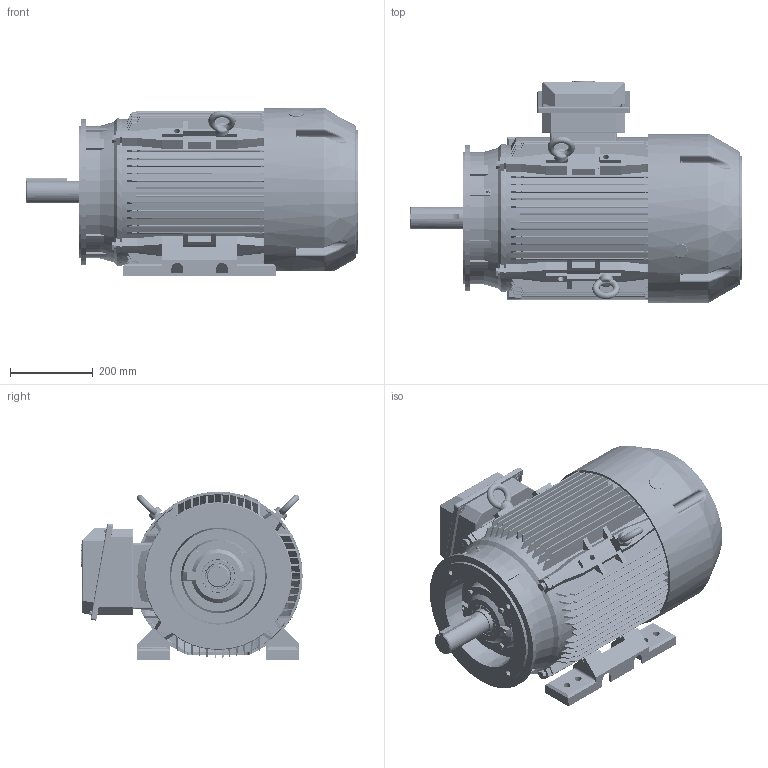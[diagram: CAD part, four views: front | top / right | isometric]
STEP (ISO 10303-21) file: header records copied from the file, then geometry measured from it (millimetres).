
FILE_DESCRIPTION (( 'STEP AP203' ), '1' );
FILE_NAME ('TFCR 326T TCｷｨﾀｼ ﾍ簟ﾎﾍｼF1 CFC.STEP', '2017-03-28T02:26:22', ( 'ﾎ｢ﾈ橆ﾃｻｧ' ), ( 'ﾎ｢ﾈ晥ｫﾋｾ' ), 'SwSTEP 2.0', 'SolidWorks 2008', '' );
FILE_SCHEMA (( 'CONFIG_CONTROL_DESIGN' ));
Products named in the file (30): 装配体_默认; TFC320T-座 _默认; 320T-盖_默认; NEMA 320接线盒座、盖垫_默认; 200后端盖螺栓_默认; hexagon head bolts-full thread gb_GB_FASTENER_BOLT_STBAB A M8X20-N; TC 200L B5 机座_默认; 326 T转轴_默认; 6312_默认; 铜油嘴_默认; 扣塞_默认; M12-40_默认; 吊环M16_默认; 320T 平键_默认; M6-10_默认; 320T-360T接线盒座垫_默认; TX 200铸铁风罩3_默认; TFCR 326T TC楊擘 俋倛芞F1 CFC; NEMA324(6)T  底脚_默认; TC 200 B3端盖（后）_默认; TC 200 轴承外盖NDE_默认; TFC 326T 转子_默认; NEMA324-326T-C 法兰_默认; TC 200 轴承内盖_默认; TC 200 轴承外盖DE_默认; IE2 200-4P风叶_默认; 12_默认; 8_默认; M8-65_默认; 油封60-80-8_默认
Assembly tree (57 placements, depth 3):
  TFCR 326T TC楊擘 俋倛芞F1 CFC
    M8-65_默认  x4
    hexagon head bolts-full thread gb_GB_FASTENER_BOLT_STBAB A M8X20-N  x4
    M12-40_默认  x4
    TC 200L B5 机座_默认
    320T 平键_默认  x2
    TX 200铸铁风罩3_默认
    200后端盖螺栓_默认  x4
    铜油嘴_默认  x3
    NEMA324(6)T  底脚_默认  x2
    TC 200 轴承内盖_默认  x2
    TC 200 轴承外盖DE_默认
    吊环M16_默认  x2
    TC 200 B3端盖（后）_默认
    8_默认  x4
    油封60-80-8_默认
    320T-360T接线盒座垫_默认
    12_默认  x4
    TC 200 轴承外盖NDE_默认
    扣塞_默认
    装配体_默认
      TFC320T-座 _默认
      NEMA 320接线盒座、盖垫_默认
      M6-10_默认  x4
      320T-盖_默认
    NEMA324-326T-C 法兰_默认
    IE2 200-4P风叶_默认
    TFC 326T 转子_默认
      326 T转轴_默认
      6312_默认  x2
Bounding box: 801.6 x 534.28 x 407.47 mm (x, y, z)
Volume: 18610770.4 mm3; surface area: 4666670.6 mm2
Topology: 62 solids, 62 shells, 5339 faces, 14189 edges, 8871 vertices
Faces by surface type: plane 2021, cylinder 1701, torus 730, cone 401, bspline 300, sphere 186
Entity records: 167399 total; most frequent: CARTESIAN_POINT 53611, ORIENTED_EDGE 23408, DIRECTION 22757, EDGE_CURVE 11704, AXIS2_PLACEMENT_3D 8666, VERTEX_POINT 7342, VECTOR 5425, LINE 5425
